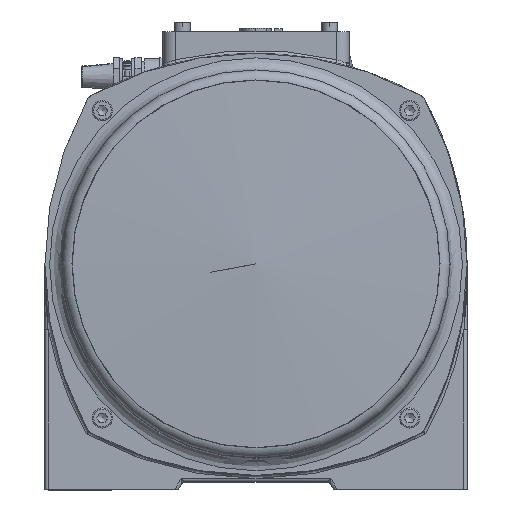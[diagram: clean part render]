
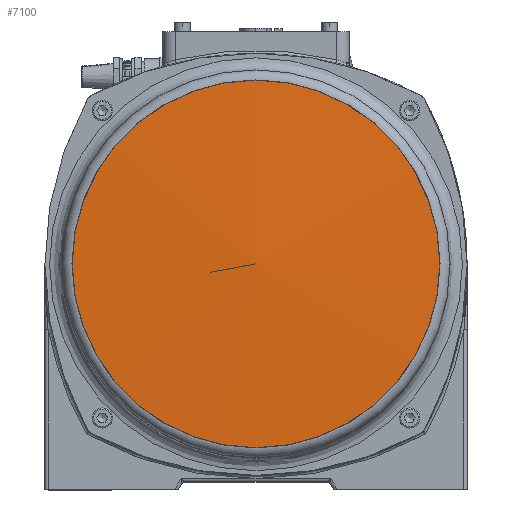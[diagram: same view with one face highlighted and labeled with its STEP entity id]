
A CAD part, top view. The second image highlights one B-rep face of the part: STEP entity #7100.
In plain terms, the highlighted spherical face has radius 1502 mm.
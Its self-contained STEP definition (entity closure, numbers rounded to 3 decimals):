
#7080=CARTESIAN_POINT('',(0.,-116.552,265.314));
#7081=VERTEX_POINT('',#7080);
#7082=CARTESIAN_POINT('',(0.,2.,265.314));
#7083=DIRECTION('',(0.0,0.0,-1.0));
#7084=DIRECTION('',(0.0,1.0,0.0));
#7085=AXIS2_PLACEMENT_3D('',#7082,#7083,#7084);
#7086=CIRCLE('',#7085,118.553);
#7087=EDGE_CURVE('',#7081,#7081,#7086,.T.);
#7092=CARTESIAN_POINT('',(0.,2.,-1232.));
#7093=DIRECTION('',(0.0,0.0,1.0));
#7094=DIRECTION('',(1.0,0.0,0.0));
#7095=AXIS2_PLACEMENT_3D('',#7092,#7093,#7094);
#7096=SPHERICAL_SURFACE('',#7095,1502.);
#7097=ORIENTED_EDGE('',*,*,#7087,.F.);
#7098=EDGE_LOOP('',(#7097));
#7099=FACE_OUTER_BOUND('',#7098,.T.);
#7100=ADVANCED_FACE('',(#7099),#7096,.T.);
